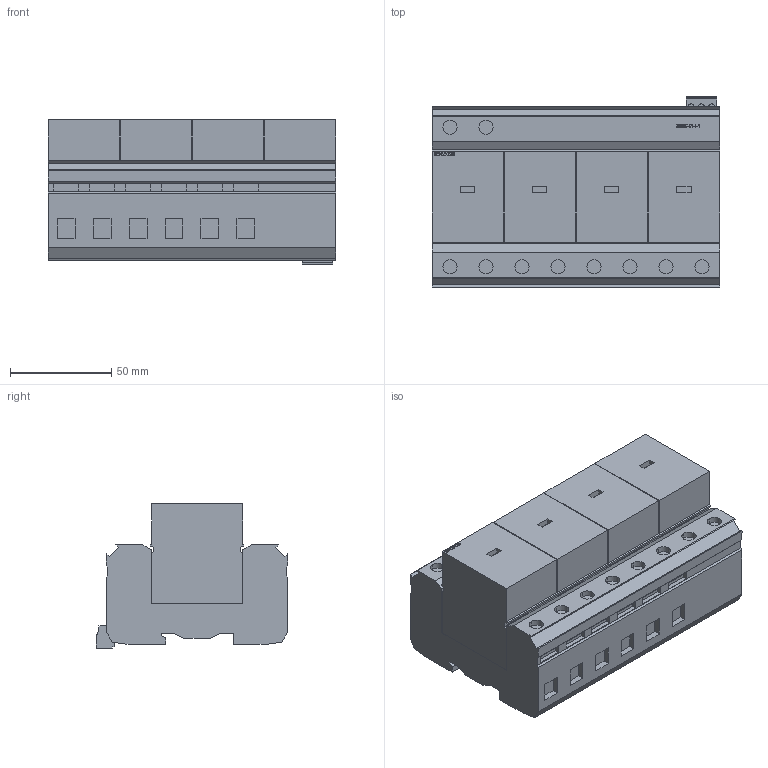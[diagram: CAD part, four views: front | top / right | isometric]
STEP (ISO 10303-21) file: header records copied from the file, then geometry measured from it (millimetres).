
FILE_DESCRIPTION(('STEP AP214'),'1');
FILE_NAME('cctmp_5C1097FB-6BC0-4203-A97D-9EE30D410926_2023_07_21_23_20_50_0663..stp','2023-07-21T21:20:51',('SIEMENS A&D'),('CADClick - www.CADClick.com'),'Spatial InterOp 3D postprocessed',' ','unknown authorization');
FILE_SCHEMA(('AUTOMOTIVE_DESIGN'));
Length unit declared in the file: millimetre
Products named in the file (1): 2023_07_21_23_20_50_0651
Bounding box: 142.4 x 94.8 x 71.4 mm (x, y, z)
Volume: 721068.9 mm3; surface area: 75940.8 mm2
Topology: 1 solids, 1 shells, 430 faces, 1128 edges, 752 vertices
Faces by surface type: plane 385, cylinder 26, extrusion 19
Entity records: 15072 total; most frequent: CARTESIAN_POINT 3592, ORIENTED_EDGE 2256, DIRECTION 1749, EDGE_CURVE 1128, VECTOR 821, LINE 802, VERTEX_POINT 752, EDGE_LOOP 482
